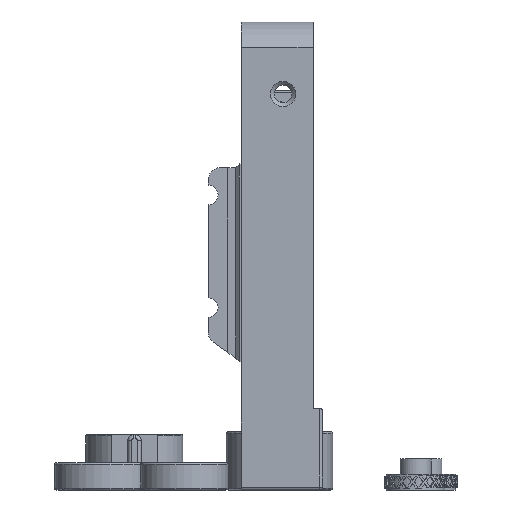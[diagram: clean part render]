
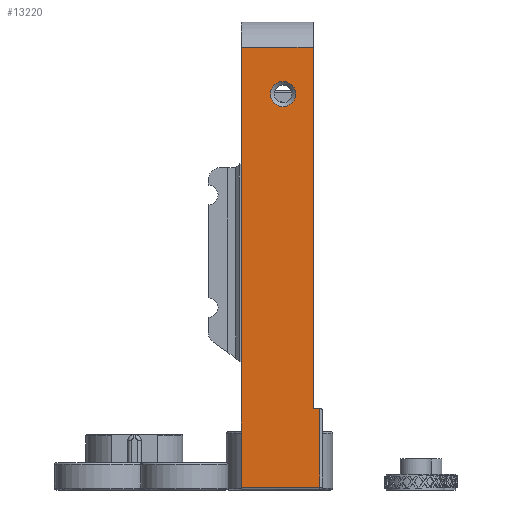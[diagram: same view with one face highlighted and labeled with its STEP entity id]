
A CAD part, front view. The second image highlights one B-rep face of the part: STEP entity #13220.
In plain terms, the highlighted planar face has unit normal (0, -1, 0).
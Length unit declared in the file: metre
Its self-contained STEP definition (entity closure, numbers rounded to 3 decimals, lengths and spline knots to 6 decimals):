
#2073=CIRCLE('',#13952,0.00325);
#6180=ORIENTED_EDGE('',*,*,#8294,.T.);
#6181=ORIENTED_EDGE('',*,*,#8295,.F.);
#6182=ORIENTED_EDGE('',*,*,#8296,.T.);
#6183=ORIENTED_EDGE('',*,*,#8297,.T.);
#6184=ORIENTED_EDGE('',*,*,#8298,.T.);
#6185=ORIENTED_EDGE('',*,*,#8274,.T.);
#6186=ORIENTED_EDGE('',*,*,#8293,.T.);
#8274=EDGE_CURVE('',#9620,#9621,#10055,.T.);
#8293=EDGE_CURVE('',#9621,#9637,#10070,.T.);
#8294=EDGE_CURVE('',#9638,#9638,#2073,.F.);
#8295=EDGE_CURVE('',#9639,#9637,#10071,.T.);
#8296=EDGE_CURVE('',#9639,#9640,#10072,.F.);
#8297=EDGE_CURVE('',#9640,#9641,#10073,.T.);
#8298=EDGE_CURVE('',#9641,#9620,#10074,.T.);
#9620=VERTEX_POINT('',#31362);
#9621=VERTEX_POINT('',#31363);
#9637=VERTEX_POINT('',#31413);
#9638=VERTEX_POINT('',#31417);
#9639=VERTEX_POINT('',#31419);
#9640=VERTEX_POINT('',#31421);
#9641=VERTEX_POINT('',#31423);
#10055=LINE('',#31361,#10495);
#10070=LINE('',#31414,#10510);
#10071=LINE('',#31418,#10511);
#10072=LINE('',#31420,#10512);
#10073=LINE('',#31422,#10513);
#10074=LINE('',#31424,#10514);
#10495=VECTOR('',#15615,1.);
#10510=VECTOR('',#15636,1.);
#10511=VECTOR('',#15641,1.);
#10512=VECTOR('',#15642,1.);
#10513=VECTOR('',#15643,1.);
#10514=VECTOR('',#15644,1.);
#11388=EDGE_LOOP('',(#6180));
#11389=EDGE_LOOP('',(#6181,#6182,#6183,#6184,#6185,#6186));
#12275=FACE_BOUND('',#11388,.T.);
#12276=FACE_BOUND('',#11389,.T.);
#12451=PLANE('',#13951);
#13220=ADVANCED_FACE('',(#12275,#12276),#12451,.T.);
#13951=AXIS2_PLACEMENT_3D('',#31415,#15637,#15638);
#13952=AXIS2_PLACEMENT_3D('',#31416,#15639,#15640);
#15615=DIRECTION('',(0.,0.,1.));
#15636=DIRECTION('',(-1.,0.,0.));
#15637=DIRECTION('',(0.,-1.,0.));
#15638=DIRECTION('',(-1.,0.,0.));
#15639=DIRECTION('',(0.,-1.,0.));
#15640=DIRECTION('',(-1.,0.,0.));
#15641=DIRECTION('',(0.,0.,1.));
#15642=DIRECTION('',(-1.,0.,0.));
#15643=DIRECTION('',(0.,0.,1.));
#15644=DIRECTION('',(-1.,0.,0.));
#31361=CARTESIAN_POINT('',(0.0005,-0.011,0.057));
#31362=CARTESIAN_POINT('',(0.0005,-0.011,0.021));
#31363=CARTESIAN_POINT('',(0.0005,-0.011,0.114));
#31413=CARTESIAN_POINT('',(-0.018,-0.011,0.114));
#31414=CARTESIAN_POINT('',(-0.0155,-0.011,0.114));
#31415=CARTESIAN_POINT('',(-0.0155,-0.011,0.057));
#31416=CARTESIAN_POINT('',(-0.00725,-0.011,0.102));
#31417=CARTESIAN_POINT('',(-0.0105,-0.011,0.102));
#31418=CARTESIAN_POINT('',(-0.018,-0.011,0.057));
#31419=CARTESIAN_POINT('',(-0.018,-0.011,0.00075));
#31420=CARTESIAN_POINT('',(-0.0155,-0.011,0.00075));
#31421=CARTESIAN_POINT('',(0.00225,-0.011,0.00075));
#31422=CARTESIAN_POINT('',(0.00225,-0.011,0.057));
#31423=CARTESIAN_POINT('',(0.00225,-0.011,0.021));
#31424=CARTESIAN_POINT('',(0.003,-0.011,0.021));
